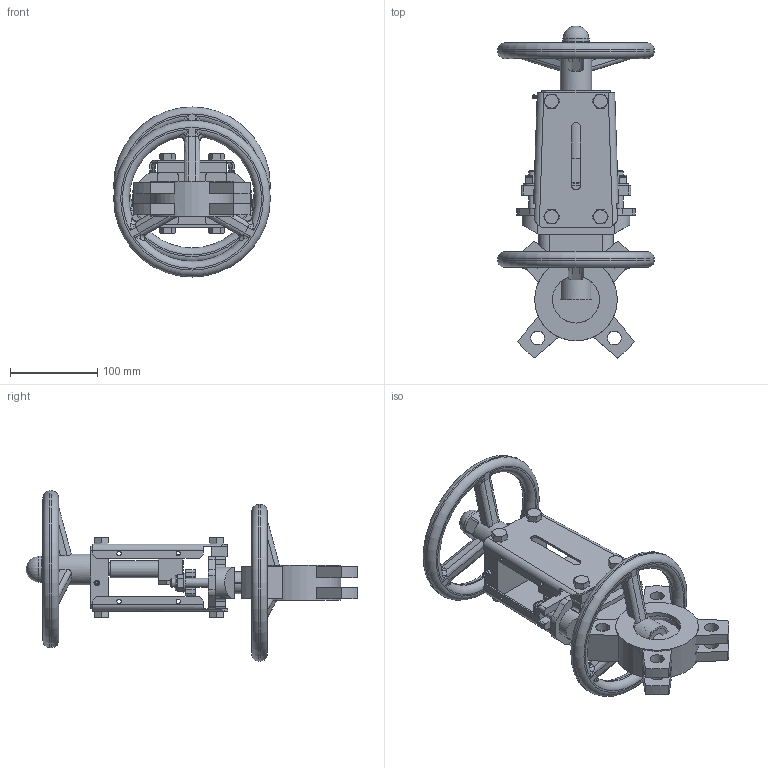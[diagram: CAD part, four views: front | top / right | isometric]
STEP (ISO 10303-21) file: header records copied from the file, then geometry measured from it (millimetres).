
FILE_DESCRIPTION( ( 'Unknown' ), '1' );
FILE_NAME( 'Stoffschieber_DN50.stp', 'Unknown', ( 'Unknown' ), ( 'Unknown' ), 'PSStep 13.0', 'Unknown', ' ' );
FILE_SCHEMA( ( 'AUTOMOTIVE_DESIGN { 1 0 10303 214 1 1 1 1 }' ) );
Length unit declared in the file: millimetre
Products named in the file (5): Assem1; Stoffschieber DN50; Handrad DN50_DN65; Sechskant Hutmutter M20; Schieberblatt DN50
Bounding box: 180 x 381.55 x 195.5 mm (x, y, z)
Volume: 2246427.8 mm3; surface area: 536887 mm2
Topology: 8 solids, 20 shells, 1262 faces, 3304 edges, 2146 vertices
Faces by surface type: plane 664, cylinder 262, cone 158, bspline 152, torus 24, sphere 2
Full cylindrical faces by diameter (mm): 5 x16, 10 x8, 10.5 x4, 15 x4, 16 x16, 17 x4, 17.294 x4, 20 x8, 22 x4, 30 x2, 36 x2, 50 x4, 50.4 x2, 53 x2, 54 x4, 74 x2, 95 x2, 180 x2
Entity records: 34131 total; most frequent: CARTESIAN_POINT 14481, ORIENTED_EDGE 3144, DIRECTION 2709, EDGE_CURVE 1572, VERTEX_POINT 1059, AXIS2_PLACEMENT_3D 952, LINE 805, VECTOR 805
